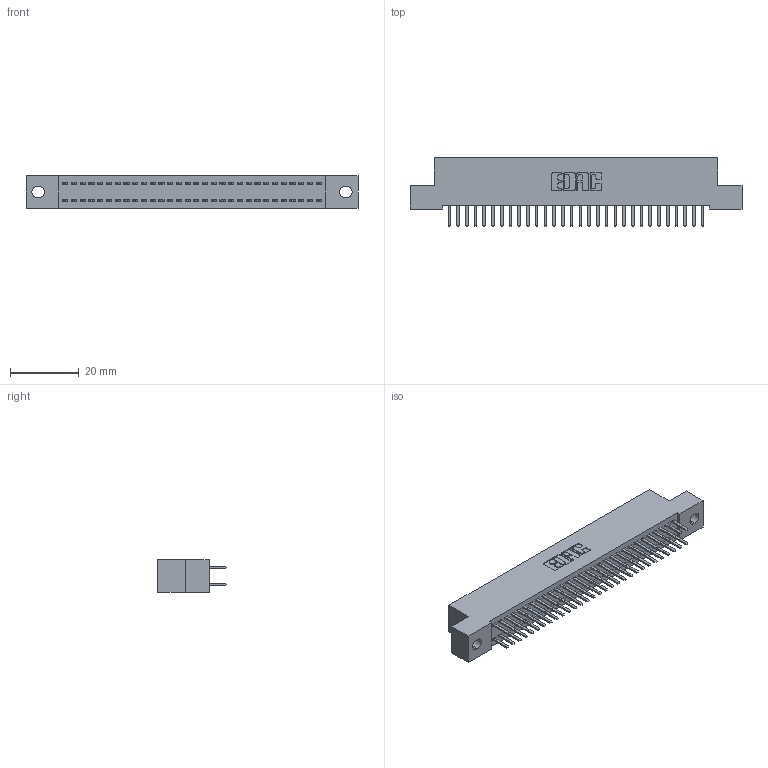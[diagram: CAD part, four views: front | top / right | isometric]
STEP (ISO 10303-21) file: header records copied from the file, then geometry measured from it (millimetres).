
FILE_DESCRIPTION (( 'STEP AP203' ), '1' );
FILE_NAME ('342-060-520-202.STEP', '2019-10-03T13:14:14', ( '' ), ( '' ), 'SwSTEP 2.0', 'SolidWorks 2016', '' );
FILE_SCHEMA (( 'CONFIG_CONTROL_DESIGN' ));
Length unit declared in the file: inch
Products named in the file (3): 342 Part_.128 Slot; 345-292-001_345-293-120; 342-060-520-202
Assembly tree (61 placements, depth 2):
  342-060-520-202
    342 Part_.128 Slot
    345-292-001_345-293-120  x60
Bounding box: 96.52 x 20.02 x 9.4 mm (x, y, z)
Volume: 8537 mm3; surface area: 13297.6 mm2
Topology: 61 solids, 61 shells, 3474 faces, 10091 edges, 6566 vertices
Faces by surface type: plane 2350, cylinder 1124
Entity records: 20969 total; most frequent: CARTESIAN_POINT 3502, ORIENTED_EDGE 3426, DIRECTION 3001, EDGE_CURVE 1713, VECTOR 1581, LINE 1581, VERTEX_POINT 1138, AXIS2_PLACEMENT_3D 710
